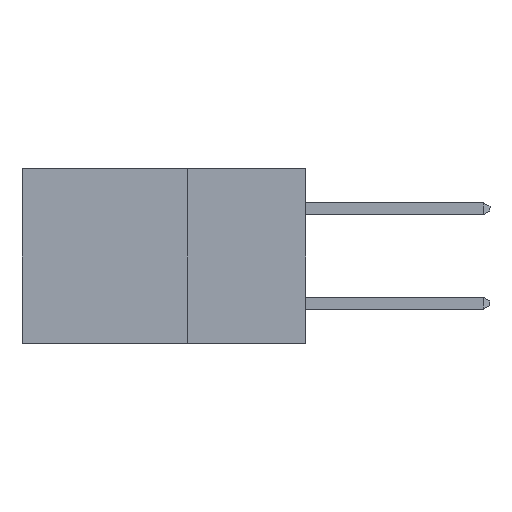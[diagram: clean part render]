
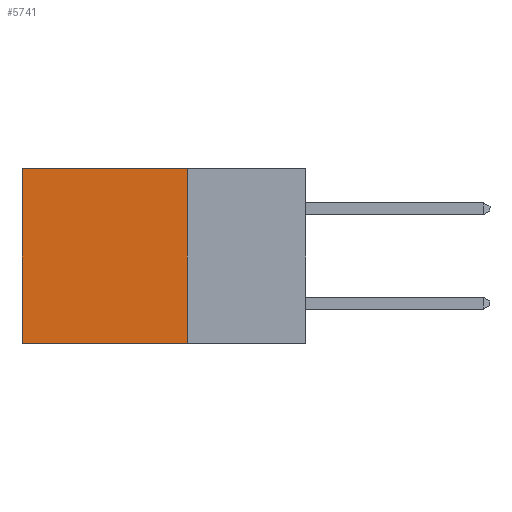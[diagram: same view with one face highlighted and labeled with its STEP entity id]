
A CAD part, left-side view. The second image highlights one B-rep face of the part: STEP entity #5741.
In plain terms, the highlighted planar face has unit normal (-1, 0, 0).
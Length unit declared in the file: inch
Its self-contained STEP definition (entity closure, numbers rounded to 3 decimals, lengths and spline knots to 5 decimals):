
#401 = CARTESIAN_POINT ( 'NONE',  ( 0.2615, 0.6, -0.37 ) ) ;
#1195 = CARTESIAN_POINT ( 'NONE',  ( 0.2615, 0.25, -0.37 ) ) ;
#1264 = DIRECTION ( 'NONE',  ( 0., 0., -1. ) ) ;
#1280 = VECTOR ( 'NONE', #8176, 39.37008 ) ;
#1310 = CARTESIAN_POINT ( 'NONE',  ( 0.2615, 0.25, -0.37 ) ) ;
#1383 = LINE ( 'NONE', #5149, #3640 ) ;
#1559 = CARTESIAN_POINT ( 'NONE',  ( 0.2615, 0.25, 0. ) ) ;
#1942 = EDGE_CURVE ( 'NONE', #7560, #4963, #1383, .T. ) ;
#2096 = DIRECTION ( 'NONE',  ( 0., 0., -1. ) ) ;
#2233 = DIRECTION ( 'NONE',  ( 0., 1., 0. ) ) ;
#2320 = VECTOR ( 'NONE', #1264, 39.37008 ) ;
#3043 = VECTOR ( 'NONE', #4161, 39.37008 ) ;
#3546 = PLANE ( 'NONE',  #5253 ) ;
#3640 = VECTOR ( 'NONE', #2233, 39.37008 ) ;
#3663 = LINE ( 'NONE', #5962, #1280 ) ;
#4161 = DIRECTION ( 'NONE',  ( 0., 1., 0. ) ) ;
#4530 = ORIENTED_EDGE ( 'NONE', *, *, #1942, .F. ) ;
#4963 = VERTEX_POINT ( 'NONE', #401 ) ;
#5149 = CARTESIAN_POINT ( 'NONE',  ( 0.2615, 0.25, -0.37 ) ) ;
#5253 = AXIS2_PLACEMENT_3D ( 'NONE', #1195, #8012, #2096 ) ;
#5354 = ORIENTED_EDGE ( 'NONE', *, *, #9737, .F. ) ;
#5455 = EDGE_LOOP ( 'NONE', ( #7157, #4530, #5354, #9670 ) ) ;
#5494 = EDGE_CURVE ( 'NONE', #6698, #9430, #8098, .T. ) ;
#5663 = LINE ( 'NONE', #1310, #2320 ) ;
#5741 = ADVANCED_FACE ( 'NONE', ( #7310 ), #3546, .F. ) ;
#5962 = CARTESIAN_POINT ( 'NONE',  ( 0.2615, 0.6, -0.37 ) ) ;
#5967 = CARTESIAN_POINT ( 'NONE',  ( 0.2615, 0.6, 0. ) ) ;
#6698 = VERTEX_POINT ( 'NONE', #1559 ) ;
#6854 = EDGE_CURVE ( 'NONE', #9430, #4963, #3663, .T. ) ;
#7157 = ORIENTED_EDGE ( 'NONE', *, *, #6854, .T. ) ;
#7310 = FACE_OUTER_BOUND ( 'NONE', #5455, .T. ) ;
#7560 = VERTEX_POINT ( 'NONE', #8052 ) ;
#8012 = DIRECTION ( 'NONE',  ( 1., 0., 0. ) ) ;
#8052 = CARTESIAN_POINT ( 'NONE',  ( 0.2615, 0.25, -0.37 ) ) ;
#8098 = LINE ( 'NONE', #9456, #3043 ) ;
#8176 = DIRECTION ( 'NONE',  ( 0., 0., -1. ) ) ;
#9430 = VERTEX_POINT ( 'NONE', #5967 ) ;
#9456 = CARTESIAN_POINT ( 'NONE',  ( 0.2615, 0.25, 0. ) ) ;
#9670 = ORIENTED_EDGE ( 'NONE', *, *, #5494, .T. ) ;
#9737 = EDGE_CURVE ( 'NONE', #6698, #7560, #5663, .T. ) ;
